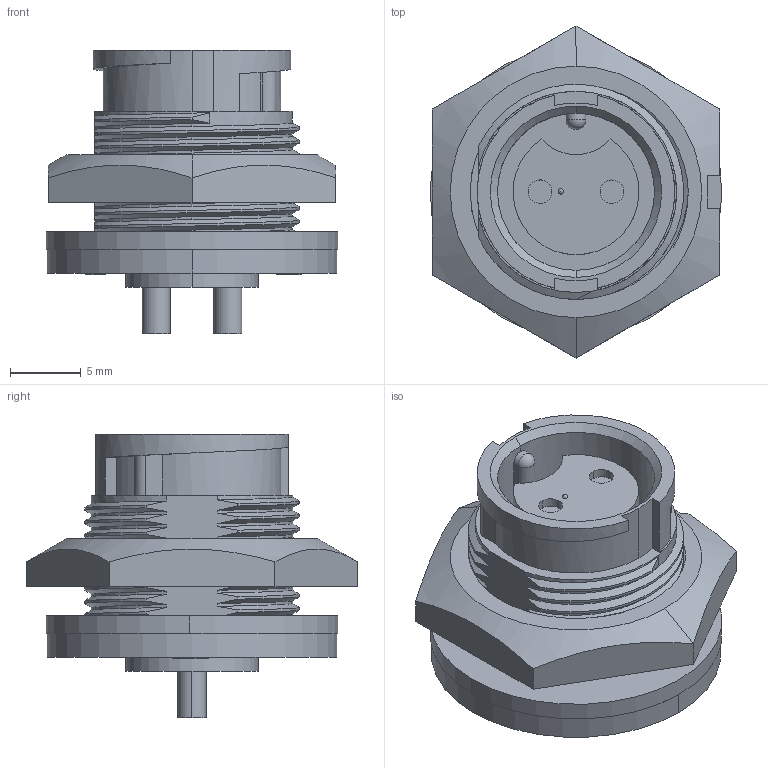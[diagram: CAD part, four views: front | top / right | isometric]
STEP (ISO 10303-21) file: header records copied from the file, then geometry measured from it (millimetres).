
FILE_DESCRIPTION (( 'STEP AP203' ), '1' );
FILE_NAME ('7280-2SG-300.STEP', '2013-03-05T17:49:23', ( 'J0FPBF1' ), ( '' ), 'SwSTEP 2.0', 'SolidWorks 2012', '' );
FILE_SCHEMA (( 'CONFIG_CONTROL_DESIGN' ));
Length unit declared in the file: inch
Products named in the file (1): 7280-2SG-300
Bounding box: 20.62 x 23.46 x 20.04 mm (x, y, z)
Volume: 3202.7 mm3; surface area: 2956.9 mm2
Topology: 2 solids, 2 shells, 174 faces, 471 edges, 312 vertices
Faces by surface type: cylinder 77, plane 56, bspline 35, cone 4, sphere 2
Entity records: 12227 total; most frequent: CARTESIAN_POINT 8310, ORIENTED_EDGE 934, DIRECTION 630, EDGE_CURVE 467, VERTEX_POINT 310, LINE 210, VECTOR 210, AXIS2_PLACEMENT_3D 210
